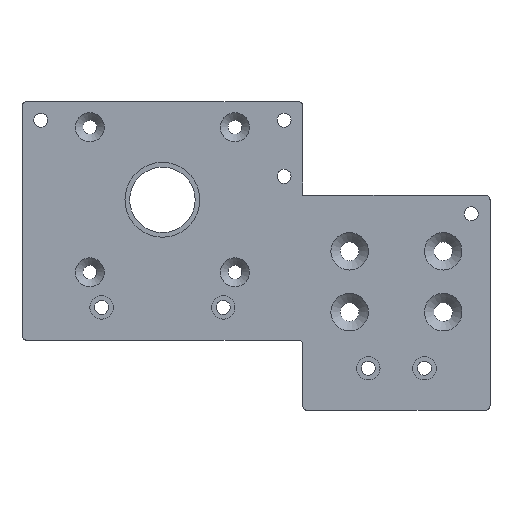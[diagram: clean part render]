
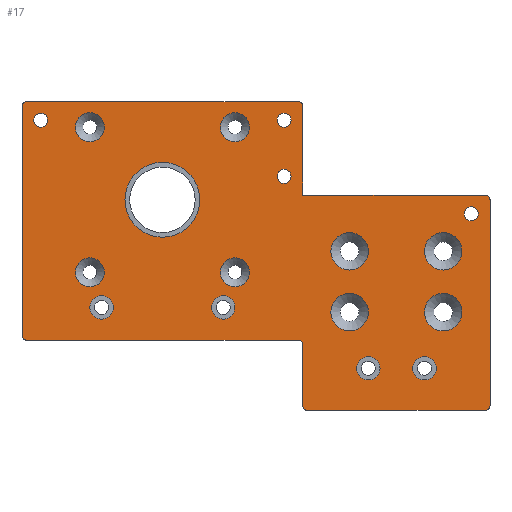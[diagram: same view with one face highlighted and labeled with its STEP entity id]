
A CAD part, top view. The second image highlights one B-rep face of the part: STEP entity #17.
In plain terms, the highlighted planar face has unit normal (0, 0, 1).
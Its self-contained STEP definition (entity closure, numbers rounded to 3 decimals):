
#17 = ADVANCED_FACE('',(#18,#147,#158,#169,#180,#191,#202,#213,#224,#235
    ,#246,#257,#268,#279,#290,#301,#312,#323),#334,.T.);
#18 = FACE_BOUND('',#19,.F.);
#19 = EDGE_LOOP('',(#20,#30,#39,#47,#56,#64,#72,#81,#89,#98,#106,#115,
    #123,#132,#140));
#20 = ORIENTED_EDGE('',*,*,#21,.T.);
#21 = EDGE_CURVE('',#22,#24,#26,.T.);
#22 = VERTEX_POINT('',#23);
#23 = CARTESIAN_POINT('',(0.,16.,6.));
#24 = VERTEX_POINT('',#25);
#25 = CARTESIAN_POINT('',(0.,65.,6.));
#26 = LINE('',#27,#28);
#27 = CARTESIAN_POINT('',(0.,15.,6.));
#28 = VECTOR('',#29,1.);
#29 = DIRECTION('',(0.,1.,0.));
#30 = ORIENTED_EDGE('',*,*,#31,.T.);
#31 = EDGE_CURVE('',#24,#32,#34,.T.);
#32 = VERTEX_POINT('',#33);
#33 = CARTESIAN_POINT('',(1.,66.,6.));
#34 = CIRCLE('',#35,1.);
#35 = AXIS2_PLACEMENT_3D('',#36,#37,#38);
#36 = CARTESIAN_POINT('',(1.,65.,6.));
#37 = DIRECTION('',(0.,0.,-1.));
#38 = DIRECTION('',(-0.,-1.,-0.));
#39 = ORIENTED_EDGE('',*,*,#40,.T.);
#40 = EDGE_CURVE('',#32,#41,#43,.T.);
#41 = VERTEX_POINT('',#42);
#42 = CARTESIAN_POINT('',(59.,66.,6.));
#43 = LINE('',#44,#45);
#44 = CARTESIAN_POINT('',(0.,66.,6.));
#45 = VECTOR('',#46,1.);
#46 = DIRECTION('',(1.,0.,0.));
#47 = ORIENTED_EDGE('',*,*,#48,.T.);
#48 = EDGE_CURVE('',#41,#49,#51,.T.);
#49 = VERTEX_POINT('',#50);
#50 = CARTESIAN_POINT('',(60.,65.,6.));
#51 = CIRCLE('',#52,1.);
#52 = AXIS2_PLACEMENT_3D('',#53,#54,#55);
#53 = CARTESIAN_POINT('',(59.,65.,6.));
#54 = DIRECTION('',(0.,0.,-1.));
#55 = DIRECTION('',(-0.,-1.,-0.));
#56 = ORIENTED_EDGE('',*,*,#57,.T.);
#57 = EDGE_CURVE('',#49,#58,#60,.T.);
#58 = VERTEX_POINT('',#59);
#59 = CARTESIAN_POINT('',(60.,46.,6.));
#60 = LINE('',#61,#62);
#61 = CARTESIAN_POINT('',(60.,66.,6.));
#62 = VECTOR('',#63,1.);
#63 = DIRECTION('',(-0.,-1.,-0.));
#64 = ORIENTED_EDGE('',*,*,#65,.T.);
#65 = EDGE_CURVE('',#58,#66,#68,.T.);
#66 = VERTEX_POINT('',#67);
#67 = CARTESIAN_POINT('',(99.,46.,6.));
#68 = LINE('',#69,#70);
#69 = CARTESIAN_POINT('',(60.,46.,6.));
#70 = VECTOR('',#71,1.);
#71 = DIRECTION('',(1.,0.,0.));
#72 = ORIENTED_EDGE('',*,*,#73,.T.);
#73 = EDGE_CURVE('',#66,#74,#76,.T.);
#74 = VERTEX_POINT('',#75);
#75 = CARTESIAN_POINT('',(100.,45.,6.));
#76 = CIRCLE('',#77,1.);
#77 = AXIS2_PLACEMENT_3D('',#78,#79,#80);
#78 = CARTESIAN_POINT('',(99.,45.,6.));
#79 = DIRECTION('',(0.,0.,-1.));
#80 = DIRECTION('',(-0.,-1.,-0.));
#81 = ORIENTED_EDGE('',*,*,#82,.T.);
#82 = EDGE_CURVE('',#74,#83,#85,.T.);
#83 = VERTEX_POINT('',#84);
#84 = CARTESIAN_POINT('',(100.,1.,6.));
#85 = LINE('',#86,#87);
#86 = CARTESIAN_POINT('',(100.,46.,6.));
#87 = VECTOR('',#88,1.);
#88 = DIRECTION('',(-0.,-1.,-0.));
#89 = ORIENTED_EDGE('',*,*,#90,.F.);
#90 = EDGE_CURVE('',#91,#83,#93,.T.);
#91 = VERTEX_POINT('',#92);
#92 = CARTESIAN_POINT('',(99.,0.,6.));
#93 = CIRCLE('',#94,1.);
#94 = AXIS2_PLACEMENT_3D('',#95,#96,#97);
#95 = CARTESIAN_POINT('',(99.,1.,6.));
#96 = DIRECTION('',(0.,-0.,1.));
#97 = DIRECTION('',(-0.,-1.,-0.));
#98 = ORIENTED_EDGE('',*,*,#99,.T.);
#99 = EDGE_CURVE('',#91,#100,#102,.T.);
#100 = VERTEX_POINT('',#101);
#101 = CARTESIAN_POINT('',(61.,0.,6.));
#102 = LINE('',#103,#104);
#103 = CARTESIAN_POINT('',(100.,0.,6.));
#104 = VECTOR('',#105,1.);
#105 = DIRECTION('',(-1.,-0.,-0.));
#106 = ORIENTED_EDGE('',*,*,#107,.F.);
#107 = EDGE_CURVE('',#108,#100,#110,.T.);
#108 = VERTEX_POINT('',#109);
#109 = CARTESIAN_POINT('',(60.,1.,6.));
#110 = CIRCLE('',#111,1.);
#111 = AXIS2_PLACEMENT_3D('',#112,#113,#114);
#112 = CARTESIAN_POINT('',(61.,1.,6.));
#113 = DIRECTION('',(0.,-0.,1.));
#114 = DIRECTION('',(-0.,-1.,-0.));
#115 = ORIENTED_EDGE('',*,*,#116,.T.);
#116 = EDGE_CURVE('',#108,#117,#119,.T.);
#117 = VERTEX_POINT('',#118);
#118 = CARTESIAN_POINT('',(60.,14.,6.));
#119 = LINE('',#120,#121);
#120 = CARTESIAN_POINT('',(60.,0.,6.));
#121 = VECTOR('',#122,1.);
#122 = DIRECTION('',(0.,1.,0.));
#123 = ORIENTED_EDGE('',*,*,#124,.F.);
#124 = EDGE_CURVE('',#125,#117,#127,.T.);
#125 = VERTEX_POINT('',#126);
#126 = CARTESIAN_POINT('',(59.,15.,6.));
#127 = CIRCLE('',#128,1.);
#128 = AXIS2_PLACEMENT_3D('',#129,#130,#131);
#129 = CARTESIAN_POINT('',(59.,14.,6.));
#130 = DIRECTION('',(0.,0.,-1.));
#131 = DIRECTION('',(-0.,-1.,-0.));
#132 = ORIENTED_EDGE('',*,*,#133,.T.);
#133 = EDGE_CURVE('',#125,#134,#136,.T.);
#134 = VERTEX_POINT('',#135);
#135 = CARTESIAN_POINT('',(1.,15.,6.));
#136 = LINE('',#137,#138);
#137 = CARTESIAN_POINT('',(60.,15.,6.));
#138 = VECTOR('',#139,1.);
#139 = DIRECTION('',(-1.,-0.,-0.));
#140 = ORIENTED_EDGE('',*,*,#141,.F.);
#141 = EDGE_CURVE('',#22,#134,#142,.T.);
#142 = CIRCLE('',#143,1.);
#143 = AXIS2_PLACEMENT_3D('',#144,#145,#146);
#144 = CARTESIAN_POINT('',(1.,16.,6.));
#145 = DIRECTION('',(0.,-0.,1.));
#146 = DIRECTION('',(-0.,-1.,-0.));
#147 = FACE_BOUND('',#148,.F.);
#148 = EDGE_LOOP('',(#149));
#149 = ORIENTED_EDGE('',*,*,#150,.F.);
#150 = EDGE_CURVE('',#151,#151,#153,.T.);
#151 = VERTEX_POINT('',#152);
#152 = CARTESIAN_POINT('',(42.4,29.5,6.));
#153 = CIRCLE('',#154,3.1);
#154 = AXIS2_PLACEMENT_3D('',#155,#156,#157);
#155 = CARTESIAN_POINT('',(45.5,29.5,6.));
#156 = DIRECTION('',(0.,0.,-1.));
#157 = DIRECTION('',(-1.,-0.,-0.));
#158 = FACE_BOUND('',#159,.F.);
#159 = EDGE_LOOP('',(#160));
#160 = ORIENTED_EDGE('',*,*,#161,.F.);
#161 = EDGE_CURVE('',#162,#162,#164,.T.);
#162 = VERTEX_POINT('',#163);
#163 = CARTESIAN_POINT('',(86.,34.,6.));
#164 = CIRCLE('',#165,4.);
#165 = AXIS2_PLACEMENT_3D('',#166,#167,#168);
#166 = CARTESIAN_POINT('',(90.,34.,6.));
#167 = DIRECTION('',(0.,0.,-1.));
#168 = DIRECTION('',(-1.,-0.,-0.));
#169 = FACE_BOUND('',#170,.F.);
#170 = EDGE_LOOP('',(#171));
#171 = ORIENTED_EDGE('',*,*,#172,.F.);
#172 = EDGE_CURVE('',#173,#173,#175,.T.);
#173 = VERTEX_POINT('',#174);
#174 = CARTESIAN_POINT('',(83.5,9.,6.));
#175 = CIRCLE('',#176,2.5);
#176 = AXIS2_PLACEMENT_3D('',#177,#178,#179);
#177 = CARTESIAN_POINT('',(86.,9.,6.));
#178 = DIRECTION('',(0.,0.,-1.));
#179 = DIRECTION('',(-1.,-0.,-0.));
#180 = FACE_BOUND('',#181,.F.);
#181 = EDGE_LOOP('',(#182));
#182 = ORIENTED_EDGE('',*,*,#183,.F.);
#183 = EDGE_CURVE('',#184,#184,#186,.T.);
#184 = VERTEX_POINT('',#185);
#185 = CARTESIAN_POINT('',(71.5,9.,6.));
#186 = CIRCLE('',#187,2.5);
#187 = AXIS2_PLACEMENT_3D('',#188,#189,#190);
#188 = CARTESIAN_POINT('',(74.,9.,6.));
#189 = DIRECTION('',(0.,0.,-1.));
#190 = DIRECTION('',(-1.,-0.,-0.));
#191 = FACE_BOUND('',#192,.F.);
#192 = EDGE_LOOP('',(#193));
#193 = ORIENTED_EDGE('',*,*,#194,.F.);
#194 = EDGE_CURVE('',#195,#195,#197,.T.);
#195 = VERTEX_POINT('',#196);
#196 = CARTESIAN_POINT('',(40.5,22.,6.));
#197 = CIRCLE('',#198,2.5);
#198 = AXIS2_PLACEMENT_3D('',#199,#200,#201);
#199 = CARTESIAN_POINT('',(43.,22.,6.));
#200 = DIRECTION('',(0.,0.,-1.));
#201 = DIRECTION('',(-1.,-0.,-0.));
#202 = FACE_BOUND('',#203,.F.);
#203 = EDGE_LOOP('',(#204));
#204 = ORIENTED_EDGE('',*,*,#205,.F.);
#205 = EDGE_CURVE('',#206,#206,#208,.T.);
#206 = VERTEX_POINT('',#207);
#207 = CARTESIAN_POINT('',(14.5,22.,6.));
#208 = CIRCLE('',#209,2.5);
#209 = AXIS2_PLACEMENT_3D('',#210,#211,#212);
#210 = CARTESIAN_POINT('',(17.,22.,6.));
#211 = DIRECTION('',(0.,0.,-1.));
#212 = DIRECTION('',(-1.,-0.,-0.));
#213 = FACE_BOUND('',#214,.F.);
#214 = EDGE_LOOP('',(#215));
#215 = ORIENTED_EDGE('',*,*,#216,.F.);
#216 = EDGE_CURVE('',#217,#217,#219,.T.);
#217 = VERTEX_POINT('',#218);
#218 = CARTESIAN_POINT('',(94.5,42.,6.));
#219 = CIRCLE('',#220,1.5);
#220 = AXIS2_PLACEMENT_3D('',#221,#222,#223);
#221 = CARTESIAN_POINT('',(96.,42.,6.));
#222 = DIRECTION('',(0.,0.,-1.));
#223 = DIRECTION('',(-1.,-0.,-0.));
#224 = FACE_BOUND('',#225,.F.);
#225 = EDGE_LOOP('',(#226));
#226 = ORIENTED_EDGE('',*,*,#227,.F.);
#227 = EDGE_CURVE('',#228,#228,#230,.T.);
#228 = VERTEX_POINT('',#229);
#229 = CARTESIAN_POINT('',(54.5,50.,6.));
#230 = CIRCLE('',#231,1.5);
#231 = AXIS2_PLACEMENT_3D('',#232,#233,#234);
#232 = CARTESIAN_POINT('',(56.,50.,6.));
#233 = DIRECTION('',(0.,0.,-1.));
#234 = DIRECTION('',(-1.,-0.,-0.));
#235 = FACE_BOUND('',#236,.F.);
#236 = EDGE_LOOP('',(#237));
#237 = ORIENTED_EDGE('',*,*,#238,.F.);
#238 = EDGE_CURVE('',#239,#239,#241,.T.);
#239 = VERTEX_POINT('',#240);
#240 = CARTESIAN_POINT('',(54.5,62.,6.));
#241 = CIRCLE('',#242,1.5);
#242 = AXIS2_PLACEMENT_3D('',#243,#244,#245);
#243 = CARTESIAN_POINT('',(56.,62.,6.));
#244 = DIRECTION('',(0.,0.,-1.));
#245 = DIRECTION('',(-1.,-0.,-0.));
#246 = FACE_BOUND('',#247,.F.);
#247 = EDGE_LOOP('',(#248));
#248 = ORIENTED_EDGE('',*,*,#249,.F.);
#249 = EDGE_CURVE('',#250,#250,#252,.T.);
#250 = VERTEX_POINT('',#251);
#251 = CARTESIAN_POINT('',(22.,45.,6.));
#252 = CIRCLE('',#253,8.);
#253 = AXIS2_PLACEMENT_3D('',#254,#255,#256);
#254 = CARTESIAN_POINT('',(30.,45.,6.));
#255 = DIRECTION('',(0.,0.,-1.));
#256 = DIRECTION('',(-1.,-0.,-0.));
#257 = FACE_BOUND('',#258,.F.);
#258 = EDGE_LOOP('',(#259));
#259 = ORIENTED_EDGE('',*,*,#260,.F.);
#260 = EDGE_CURVE('',#261,#261,#263,.T.);
#261 = VERTEX_POINT('',#262);
#262 = CARTESIAN_POINT('',(2.5,62.,6.));
#263 = CIRCLE('',#264,1.5);
#264 = AXIS2_PLACEMENT_3D('',#265,#266,#267);
#265 = CARTESIAN_POINT('',(4.,62.,6.));
#266 = DIRECTION('',(0.,0.,-1.));
#267 = DIRECTION('',(-1.,-0.,-0.));
#268 = FACE_BOUND('',#269,.F.);
#269 = EDGE_LOOP('',(#270));
#270 = ORIENTED_EDGE('',*,*,#271,.F.);
#271 = EDGE_CURVE('',#272,#272,#274,.T.);
#272 = VERTEX_POINT('',#273);
#273 = CARTESIAN_POINT('',(66.,34.,6.));
#274 = CIRCLE('',#275,4.);
#275 = AXIS2_PLACEMENT_3D('',#276,#277,#278);
#276 = CARTESIAN_POINT('',(70.,34.,6.));
#277 = DIRECTION('',(0.,0.,-1.));
#278 = DIRECTION('',(-1.,-0.,-0.));
#279 = FACE_BOUND('',#280,.F.);
#280 = EDGE_LOOP('',(#281));
#281 = ORIENTED_EDGE('',*,*,#282,.F.);
#282 = EDGE_CURVE('',#283,#283,#285,.T.);
#283 = VERTEX_POINT('',#284);
#284 = CARTESIAN_POINT('',(86.,21.,6.));
#285 = CIRCLE('',#286,4.);
#286 = AXIS2_PLACEMENT_3D('',#287,#288,#289);
#287 = CARTESIAN_POINT('',(90.,21.,6.));
#288 = DIRECTION('',(0.,0.,-1.));
#289 = DIRECTION('',(-1.,-0.,-0.));
#290 = FACE_BOUND('',#291,.F.);
#291 = EDGE_LOOP('',(#292));
#292 = ORIENTED_EDGE('',*,*,#293,.F.);
#293 = EDGE_CURVE('',#294,#294,#296,.T.);
#294 = VERTEX_POINT('',#295);
#295 = CARTESIAN_POINT('',(66.,21.,6.));
#296 = CIRCLE('',#297,4.);
#297 = AXIS2_PLACEMENT_3D('',#298,#299,#300);
#298 = CARTESIAN_POINT('',(70.,21.,6.));
#299 = DIRECTION('',(0.,0.,-1.));
#300 = DIRECTION('',(-1.,-0.,-0.));
#301 = FACE_BOUND('',#302,.F.);
#302 = EDGE_LOOP('',(#303));
#303 = ORIENTED_EDGE('',*,*,#304,.F.);
#304 = EDGE_CURVE('',#305,#305,#307,.T.);
#305 = VERTEX_POINT('',#306);
#306 = CARTESIAN_POINT('',(42.4,60.5,6.));
#307 = CIRCLE('',#308,3.1);
#308 = AXIS2_PLACEMENT_3D('',#309,#310,#311);
#309 = CARTESIAN_POINT('',(45.5,60.5,6.));
#310 = DIRECTION('',(0.,0.,-1.));
#311 = DIRECTION('',(-1.,-0.,-0.));
#312 = FACE_BOUND('',#313,.F.);
#313 = EDGE_LOOP('',(#314));
#314 = ORIENTED_EDGE('',*,*,#315,.F.);
#315 = EDGE_CURVE('',#316,#316,#318,.T.);
#316 = VERTEX_POINT('',#317);
#317 = CARTESIAN_POINT('',(11.4,60.5,6.));
#318 = CIRCLE('',#319,3.1);
#319 = AXIS2_PLACEMENT_3D('',#320,#321,#322);
#320 = CARTESIAN_POINT('',(14.5,60.5,6.));
#321 = DIRECTION('',(0.,0.,-1.));
#322 = DIRECTION('',(-1.,-0.,-0.));
#323 = FACE_BOUND('',#324,.F.);
#324 = EDGE_LOOP('',(#325));
#325 = ORIENTED_EDGE('',*,*,#326,.F.);
#326 = EDGE_CURVE('',#327,#327,#329,.T.);
#327 = VERTEX_POINT('',#328);
#328 = CARTESIAN_POINT('',(11.4,29.5,6.));
#329 = CIRCLE('',#330,3.1);
#330 = AXIS2_PLACEMENT_3D('',#331,#332,#333);
#331 = CARTESIAN_POINT('',(14.5,29.5,6.));
#332 = DIRECTION('',(0.,0.,-1.));
#333 = DIRECTION('',(-1.,-0.,-0.));
#334 = PLANE('',#335);
#335 = AXIS2_PLACEMENT_3D('',#336,#337,#338);
#336 = CARTESIAN_POINT('',(50.488,34.571,6.));
#337 = DIRECTION('',(0.,0.,1.));
#338 = DIRECTION('',(1.,0.,0.));
